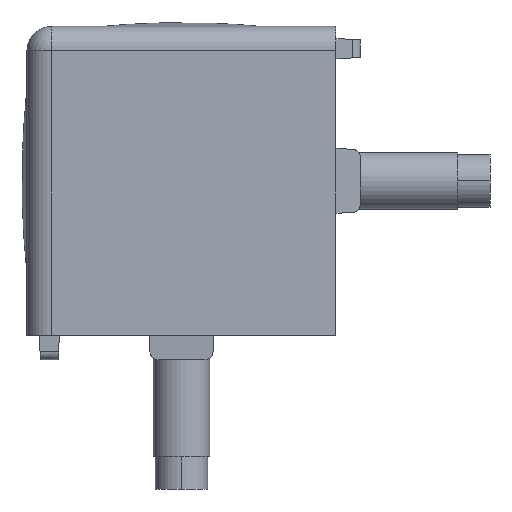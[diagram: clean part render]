
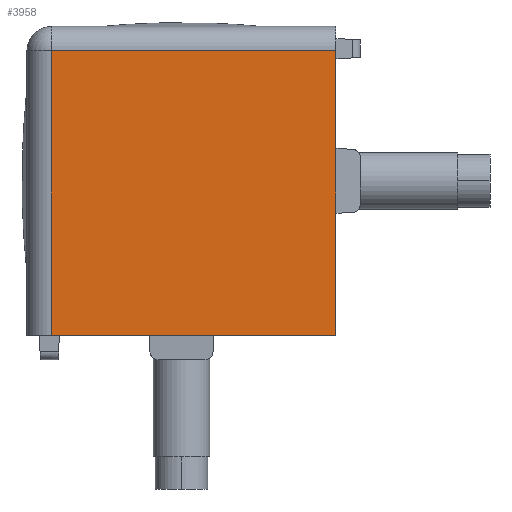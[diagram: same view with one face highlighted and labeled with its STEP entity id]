
A CAD part, front view. The second image highlights one B-rep face of the part: STEP entity #3958.
In plain terms, the highlighted planar face has unit normal (0, -1, 0).
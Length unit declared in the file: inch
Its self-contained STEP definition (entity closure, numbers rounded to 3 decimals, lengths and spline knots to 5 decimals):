
#253 = CARTESIAN_POINT ( 'NONE',  ( 1.19543, 0.29881, 1.94032 ) ) ;
#557 = EDGE_CURVE ( 'NONE', #13146, #14189, #1334, .T. ) ;
#648 = CARTESIAN_POINT ( 'NONE',  ( -0.18646, 0.29881, 2.05843 ) ) ;
#1334 = LINE ( 'NONE', #6179, #13522 ) ;
#3506 = LINE ( 'NONE', #9972, #13813 ) ;
#3958 = ADVANCED_FACE ( 'NONE', ( #6877 ), #14234, .F. ) ;
#4035 = DIRECTION ( 'NONE',  ( 1., 0., 0. ) ) ;
#5208 = LINE ( 'NONE', #648, #6588 ) ;
#6007 = VERTEX_POINT ( 'NONE', #8184 ) ;
#6044 = VERTEX_POINT ( 'NONE', #253 ) ;
#6179 = CARTESIAN_POINT ( 'NONE',  ( -0.30457, 0.29881, 0.55843 ) ) ;
#6561 = CARTESIAN_POINT ( 'NONE',  ( -0.30457, 0.29881, 2.05843 ) ) ;
#6588 = VECTOR ( 'NONE', #15630, 39.37008 ) ;
#6877 = FACE_OUTER_BOUND ( 'NONE', #13646, .T. ) ;
#7436 = ORIENTED_EDGE ( 'NONE', *, *, #14997, .T. ) ;
#8184 = CARTESIAN_POINT ( 'NONE',  ( -0.18646, 0.29881, 1.94032 ) ) ;
#8244 = EDGE_CURVE ( 'NONE', #6007, #13146, #5208, .T. ) ;
#8847 = LINE ( 'NONE', #11211, #12865 ) ;
#8994 = AXIS2_PLACEMENT_3D ( 'NONE', #6561, #10388, #12925 ) ;
#9972 = CARTESIAN_POINT ( 'NONE',  ( -0.30457, 0.29881, 1.94032 ) ) ;
#10388 = DIRECTION ( 'NONE',  ( 0., 1., 0. ) ) ;
#11211 = CARTESIAN_POINT ( 'NONE',  ( 1.19543, 0.29881, 2.05843 ) ) ;
#11308 = EDGE_CURVE ( 'NONE', #6044, #14189, #8847, .T. ) ;
#12243 = CARTESIAN_POINT ( 'NONE',  ( -0.18646, 0.29881, 0.55843 ) ) ;
#12440 = DIRECTION ( 'NONE',  ( 0., 0., -1. ) ) ;
#12545 = CARTESIAN_POINT ( 'NONE',  ( 1.19543, 0.29881, 0.55843 ) ) ;
#12865 = VECTOR ( 'NONE', #12440, 39.37008 ) ;
#12925 = DIRECTION ( 'NONE',  ( 1., 0., 0. ) ) ;
#13146 = VERTEX_POINT ( 'NONE', #12243 ) ;
#13522 = VECTOR ( 'NONE', #4035, 39.37008 ) ;
#13646 = EDGE_LOOP ( 'NONE', ( #14655, #7436, #16177, #15460 ) ) ;
#13813 = VECTOR ( 'NONE', #14949, 39.37008 ) ;
#14189 = VERTEX_POINT ( 'NONE', #12545 ) ;
#14234 = PLANE ( 'NONE',  #8994 ) ;
#14655 = ORIENTED_EDGE ( 'NONE', *, *, #11308, .F. ) ;
#14949 = DIRECTION ( 'NONE',  ( -1., 0., 0. ) ) ;
#14997 = EDGE_CURVE ( 'NONE', #6044, #6007, #3506, .T. ) ;
#15460 = ORIENTED_EDGE ( 'NONE', *, *, #557, .T. ) ;
#15630 = DIRECTION ( 'NONE',  ( 0., 0., -1. ) ) ;
#16177 = ORIENTED_EDGE ( 'NONE', *, *, #8244, .T. ) ;
